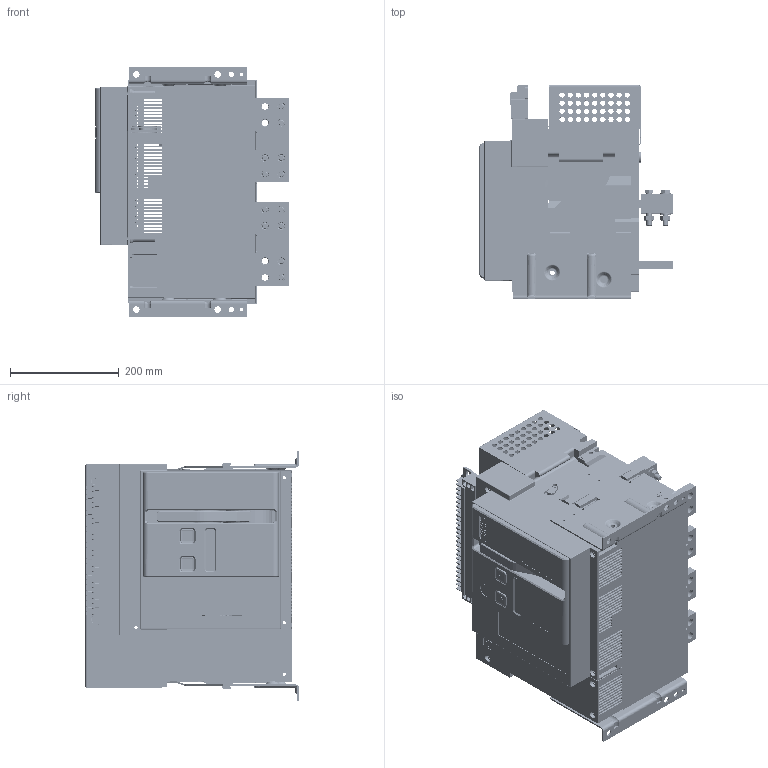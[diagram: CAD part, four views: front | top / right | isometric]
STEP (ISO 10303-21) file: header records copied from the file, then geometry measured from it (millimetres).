
FILE_DESCRIPTION((''),'2;1');
FILE_NAME('22510148P10_SW0001','2024-10-31T',('zhongyao.huang'),(''),'PRO/ENGINEER BY PARAMETRIC TECHNOLOGY CORPORATION, 2015440','PRO/ENGINEER BY PARAMETRIC TECHNOLOGY CORPORATION, 2015440','');
FILE_SCHEMA(('CONFIG_CONTROL_DESIGN'));
Products named in the file (1): 22510148P10_SW0001
Bounding box: 358.8 x 393 x 459 mm (x, y, z)
Volume: 9220221.4 mm3; surface area: 3132350.7 mm2
Topology: 17 solids, 17 shells, 8555 faces, 23535 edges, 15238 vertices
Faces by surface type: plane 5426, cylinder 2178, cone 589, torus 137, extrusion 134, bspline 78, sphere 13
Entity records: 298757 total; most frequent: CARTESIAN_POINT 77064, ORIENTED_EDGE 47070, DIRECTION 44549, EDGE_CURVE 23535, VECTOR 17271, LINE 17137, VERTEX_POINT 15238, AXIS2_PLACEMENT_3D 13639
